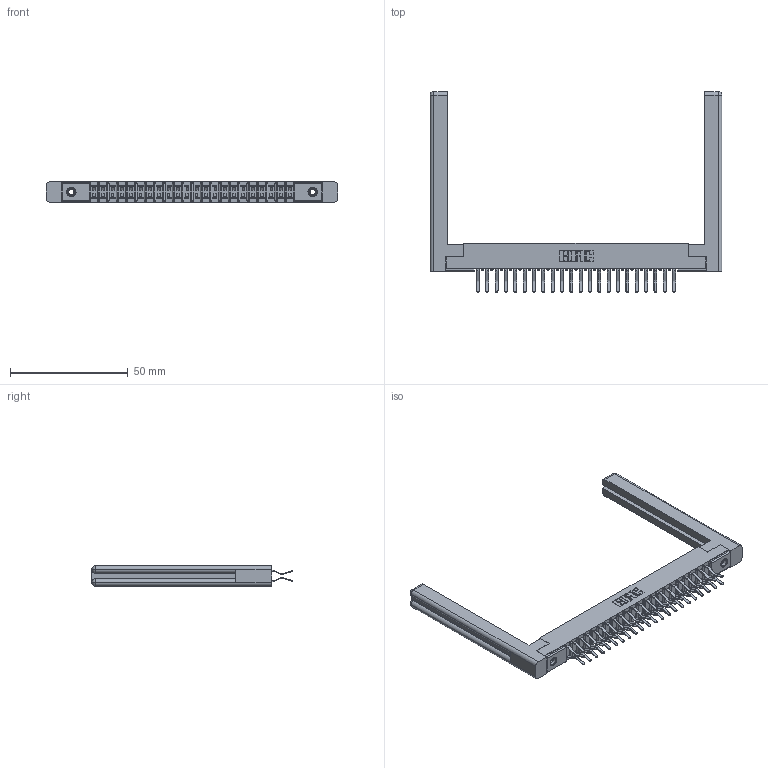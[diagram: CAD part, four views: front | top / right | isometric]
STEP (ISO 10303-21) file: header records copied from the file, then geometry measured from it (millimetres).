
FILE_DESCRIPTION (( 'STEP AP203' ), '1' );
FILE_NAME ('357-044-460-258.STEP', '2020-10-04T01:00:15', ( '' ), ( '' ), 'SwSTEP 2.0', 'SolidWorks 2020', '' );
FILE_SCHEMA (( 'CONFIG_CONTROL_DESIGN' ));
Length unit declared in the file: inch
Products named in the file (5): 357-044-460-258; 307 Part_.156 Dia Mounting Holes; 345-250-001_345-250-001-102; 307-220-058; 307-290-001_560
Assembly tree (49 placements, depth 2):
  357-044-460-258
    307 Part_.156 Dia Mounting Holes
    307-290-001_560  x44
    307-220-058  x2
    345-250-001_345-250-001-102  x2
Bounding box: 123.8 x 85.04 x 8.71 mm (x, y, z)
Volume: 15839.3 mm3; surface area: 19822.2 mm2
Topology: 49 solids, 49 shells, 2483 faces, 6925 edges, 4482 vertices
Faces by surface type: plane 1606, cylinder 807, sphere 46, torus 12, cone 12
Entity records: 24767 total; most frequent: CARTESIAN_POINT 4077, ORIENTED_EDGE 3980, DIRECTION 3960, EDGE_CURVE 1990, LINE 1514, VECTOR 1514, VERTEX_POINT 1286, AXIS2_PLACEMENT_3D 1223
